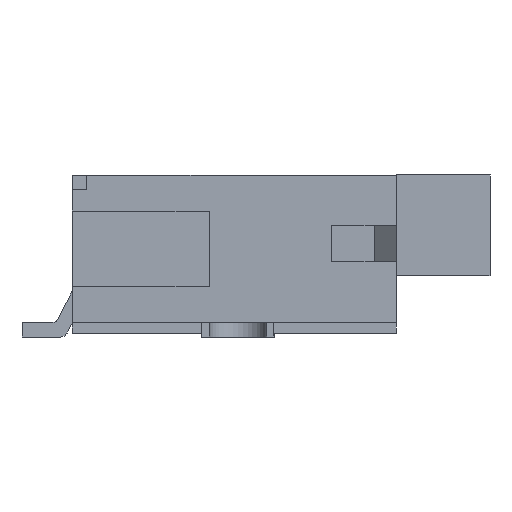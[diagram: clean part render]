
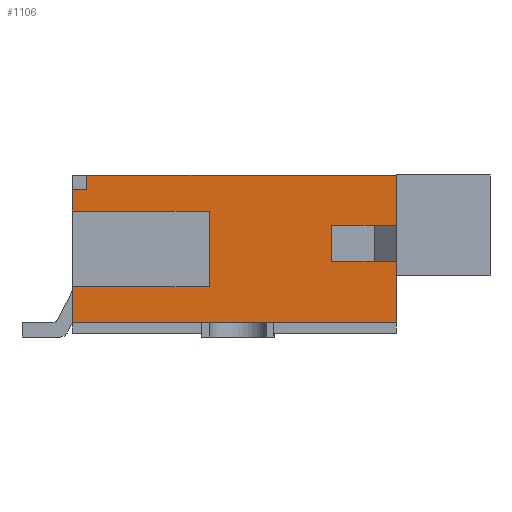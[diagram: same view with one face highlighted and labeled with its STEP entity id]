
A CAD part, left-side view. The second image highlights one B-rep face of the part: STEP entity #1106.
In plain terms, the highlighted planar face has unit normal (-1, 0, 0).
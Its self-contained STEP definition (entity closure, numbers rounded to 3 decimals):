
#1106 = ADVANCED_FACE( '', ( #2127 ), #2128, .T. );
#2127 = FACE_OUTER_BOUND( '', #3140, .T. );
#2128 = PLANE( '', #3141 );
#3140 = EDGE_LOOP( '', ( #6194, #6195, #6196, #6197, #6198, #6199, #6200, #6201, #6202, #6203, #6204, #6205, #6206, #6207 ) );
#3141 = AXIS2_PLACEMENT_3D( '', #6208, #6209, #6210 );
#6194 = ORIENTED_EDGE( '', *, *, #8277, .F. );
#6195 = ORIENTED_EDGE( '', *, *, #8278, .F. );
#6196 = ORIENTED_EDGE( '', *, *, #7321, .T. );
#6197 = ORIENTED_EDGE( '', *, *, #8279, .F. );
#6198 = ORIENTED_EDGE( '', *, *, #8157, .T. );
#6199 = ORIENTED_EDGE( '', *, *, #8280, .T. );
#6200 = ORIENTED_EDGE( '', *, *, #7317, .T. );
#6201 = ORIENTED_EDGE( '', *, *, #7022, .F. );
#6202 = ORIENTED_EDGE( '', *, *, #8030, .T. );
#6203 = ORIENTED_EDGE( '', *, *, #8281, .T. );
#6204 = ORIENTED_EDGE( '', *, *, #7807, .T. );
#6205 = ORIENTED_EDGE( '', *, *, #7246, .T. );
#6206 = ORIENTED_EDGE( '', *, *, #8282, .T. );
#6207 = ORIENTED_EDGE( '', *, *, #7579, .T. );
#6208 = CARTESIAN_POINT( '', ( -9.8, 0., 0. ) );
#6209 = DIRECTION( '', ( -1., 0., 0. ) );
#6210 = DIRECTION( '', ( 0., 0., 1. ) );
#7022 = EDGE_CURVE( '', #8550, #8537, #8552, .T. );
#7246 = EDGE_CURVE( '', #8943, #8941, #8944, .T. );
#7317 = EDGE_CURVE( '', #9071, #8537, #9072, .T. );
#7321 = EDGE_CURVE( '', #9079, #9077, #9080, .T. );
#7579 = EDGE_CURVE( '', #9508, #9505, #9509, .T. );
#7807 = EDGE_CURVE( '', #9854, #8943, #9855, .T. );
#8030 = EDGE_CURVE( '', #8550, #10165, #10167, .T. );
#8157 = EDGE_CURVE( '', #10318, #10320, #10322, .T. );
#8277 = EDGE_CURVE( '', #10461, #9505, #10462, .T. );
#8278 = EDGE_CURVE( '', #9079, #10461, #10463, .T. );
#8279 = EDGE_CURVE( '', #10318, #9077, #10464, .T. );
#8280 = EDGE_CURVE( '', #10320, #9071, #10465, .T. );
#8281 = EDGE_CURVE( '', #10165, #9854, #10466, .T. );
#8282 = EDGE_CURVE( '', #8941, #9508, #10467, .T. );
#8537 = VERTEX_POINT( '', #10790 );
#8550 = VERTEX_POINT( '', #10809 );
#8552 = LINE( '', #10812, #10813 );
#8941 = VERTEX_POINT( '', #11365 );
#8943 = VERTEX_POINT( '', #11368 );
#8944 = LINE( '', #11369, #11370 );
#9071 = VERTEX_POINT( '', #11565 );
#9072 = LINE( '', #11566, #11567 );
#9077 = VERTEX_POINT( '', #11574 );
#9079 = VERTEX_POINT( '', #11577 );
#9080 = LINE( '', #11578, #11579 );
#9505 = VERTEX_POINT( '', #12180 );
#9508 = VERTEX_POINT( '', #12184 );
#9509 = LINE( '', #12185, #12186 );
#9854 = VERTEX_POINT( '', #12707 );
#9855 = LINE( '', #12708, #12709 );
#10165 = VERTEX_POINT( '', #13168 );
#10167 = LINE( '', #13171, #13172 );
#10318 = VERTEX_POINT( '', #13406 );
#10320 = VERTEX_POINT( '', #13409 );
#10322 = LINE( '', #13412, #13413 );
#10461 = VERTEX_POINT( '', #13630 );
#10462 = LINE( '', #13631, #13632 );
#10463 = LINE( '', #13633, #13634 );
#10464 = LINE( '', #13635, #13636 );
#10465 = LINE( '', #13637, #13638 );
#10466 = LINE( '', #13639, #13640 );
#10467 = LINE( '', #13641, #13642 );
#10790 = CARTESIAN_POINT( '', ( -9.8, 2.25, -0.95 ) );
#10809 = CARTESIAN_POINT( '', ( -9.8, -2.25, -0.95 ) );
#10812 = CARTESIAN_POINT( '', ( -9.8, -2.25, -0.95 ) );
#10813 = VECTOR( '', #13862, 1000. );
#11365 = CARTESIAN_POINT( '', ( -9.8, -2.25, 0.4 ) );
#11368 = CARTESIAN_POINT( '', ( -9.8, -1.35, 0.4 ) );
#11369 = CARTESIAN_POINT( '', ( -9.8, -1.35, 0.4 ) );
#11370 = VECTOR( '', #14075, 1000. );
#11565 = CARTESIAN_POINT( '', ( -9.8, 2.25, -0.45 ) );
#11566 = CARTESIAN_POINT( '', ( -9.8, 2.25, 1.1 ) );
#11567 = VECTOR( '', #14144, 1000. );
#11574 = CARTESIAN_POINT( '', ( -9.8, 2.25, 0.6 ) );
#11577 = CARTESIAN_POINT( '', ( -9.8, 2.25, 0.9 ) );
#11578 = CARTESIAN_POINT( '', ( -9.8, 2.25, 1.1 ) );
#11579 = VECTOR( '', #14148, 1000. );
#12180 = CARTESIAN_POINT( '', ( -9.8, 2.05, 1.1 ) );
#12184 = CARTESIAN_POINT( '', ( -9.8, -2.25, 1.1 ) );
#12185 = CARTESIAN_POINT( '', ( -9.8, -2.25, 1.1 ) );
#12186 = VECTOR( '', #14437, 1000. );
#12707 = CARTESIAN_POINT( '', ( -9.8, -1.35, -0.1 ) );
#12708 = CARTESIAN_POINT( '', ( -9.8, -1.35, -0.1 ) );
#12709 = VECTOR( '', #14647, 1000. );
#13168 = CARTESIAN_POINT( '', ( -9.8, -2.25, -0.1 ) );
#13171 = CARTESIAN_POINT( '', ( -9.8, -2.25, -1.1 ) );
#13172 = VECTOR( '', #14858, 1000. );
#13406 = CARTESIAN_POINT( '', ( -9.8, 0.35, 0.6 ) );
#13409 = CARTESIAN_POINT( '', ( -9.8, 0.35, -0.45 ) );
#13412 = CARTESIAN_POINT( '', ( -9.8, 0.35, 0.6 ) );
#13413 = VECTOR( '', #14956, 1000. );
#13630 = CARTESIAN_POINT( '', ( -9.8, 2.05, 0.9 ) );
#13631 = CARTESIAN_POINT( '', ( -9.8, 2.05, 0. ) );
#13632 = VECTOR( '', #15065, 1000. );
#13633 = CARTESIAN_POINT( '', ( -9.8, 0., 0.9 ) );
#13634 = VECTOR( '', #15066, 1000. );
#13635 = CARTESIAN_POINT( '', ( -9.8, 0.35, 0.6 ) );
#13636 = VECTOR( '', #15067, 1000. );
#13637 = CARTESIAN_POINT( '', ( -9.8, 0.35, -0.45 ) );
#13638 = VECTOR( '', #15068, 1000. );
#13639 = CARTESIAN_POINT( '', ( -9.8, -2.25, -0.1 ) );
#13640 = VECTOR( '', #15069, 1000. );
#13641 = CARTESIAN_POINT( '', ( -9.8, -2.25, -1.1 ) );
#13642 = VECTOR( '', #15070, 1000. );
#13862 = DIRECTION( '', ( 0., 1., 0. ) );
#14075 = DIRECTION( '', ( 0., -1., 0. ) );
#14144 = DIRECTION( '', ( 0., 0., -1. ) );
#14148 = DIRECTION( '', ( 0., 0., -1. ) );
#14437 = DIRECTION( '', ( 0., 1., 0. ) );
#14647 = DIRECTION( '', ( 0., 0., 1. ) );
#14858 = DIRECTION( '', ( 0., 0., 1. ) );
#14956 = DIRECTION( '', ( 0., 0., -1. ) );
#15065 = DIRECTION( '', ( 0., 0., 1. ) );
#15066 = DIRECTION( '', ( 0., -1., 0. ) );
#15067 = DIRECTION( '', ( 0., 1., 0. ) );
#15068 = DIRECTION( '', ( 0., 1., 0. ) );
#15069 = DIRECTION( '', ( 0., 1., 0. ) );
#15070 = DIRECTION( '', ( 0., 0., 1. ) );
